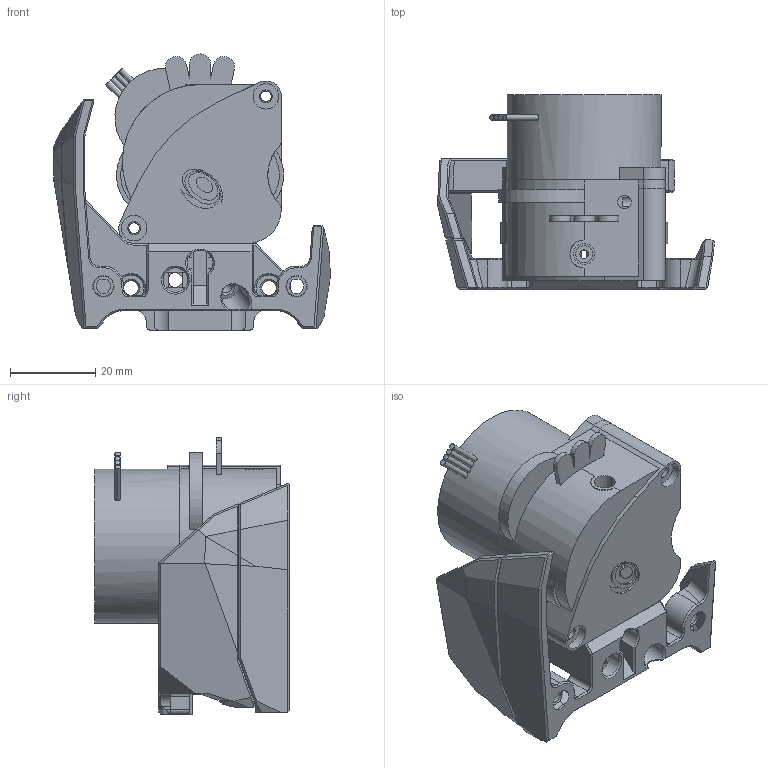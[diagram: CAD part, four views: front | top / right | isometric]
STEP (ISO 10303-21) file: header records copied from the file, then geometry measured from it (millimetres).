
FILE_DESCRIPTION(/* description */ (''),/* implementation_level */ '2;1');
FILE_NAME(/* name */ 'LGX Lite SB ERCF OPEN.step',/* time_stamp */ '2023-05-08T20:14:43+02:00',/* author */ (''),/* organization */ (''),/* preprocessor_version */ 'ST-DEVELOPER v19.2',/* originating_system */ 'Autodesk Translation Framework v12.4.0.73',/* authorisation */ '');
FILE_SCHEMA (('AUTOMOTIVE_DESIGN { 1 0 10303 214 3 1 1 }'));
Length unit declared in the file: millimetre
Products named in the file (4): LGX_Lite_SB-ERCF_OPEN; Front_body_LGX_Lite_Stealthburner_ERCF_Released_rev01; Rear_body_LGX_Lite_Stealthburner_ERCF_Released_rev01; LGX-Lite Dummy
Assembly tree (3 placements, depth 2):
  LGX_Lite_SB-ERCF_OPEN
    Front_body_LGX_Lite_Stealthburner_ERCF_Released_rev01
    Rear_body_LGX_Lite_Stealthburner_ERCF_Released_rev01
    LGX-Lite Dummy
Bounding box: 65.1 x 45.65 x 64.94 mm (x, y, z)
Volume: 68424 mm3; surface area: 22071.4 mm2
Topology: 3 solids, 5 shells, 693 faces, 1802 edges, 1148 vertices
Faces by surface type: plane 440, cylinder 116, cone 73, bspline 63, torus 1
Full cylindrical faces by diameter (mm): 1.3 x4, 2 x1, 2.1 x1, 2.5 x2, 2.9 x1, 3 x2, 3.15 x1, 3.2 x6, 3.4 x10, 4 x2, 4.05 x1, 4.2 x1, 4.7 x3, 5 x1, 5.8 x2, 6 x4, 16.5 x1, 36.2 x1
Entity records: 22909 total; most frequent: CARTESIAN_POINT 5953, ORIENTED_EDGE 3604, DIRECTION 3309, EDGE_CURVE 1802, LINE 1249, VECTOR 1249, VERTEX_POINT 1148, AXIS2_PLACEMENT_3D 1030
